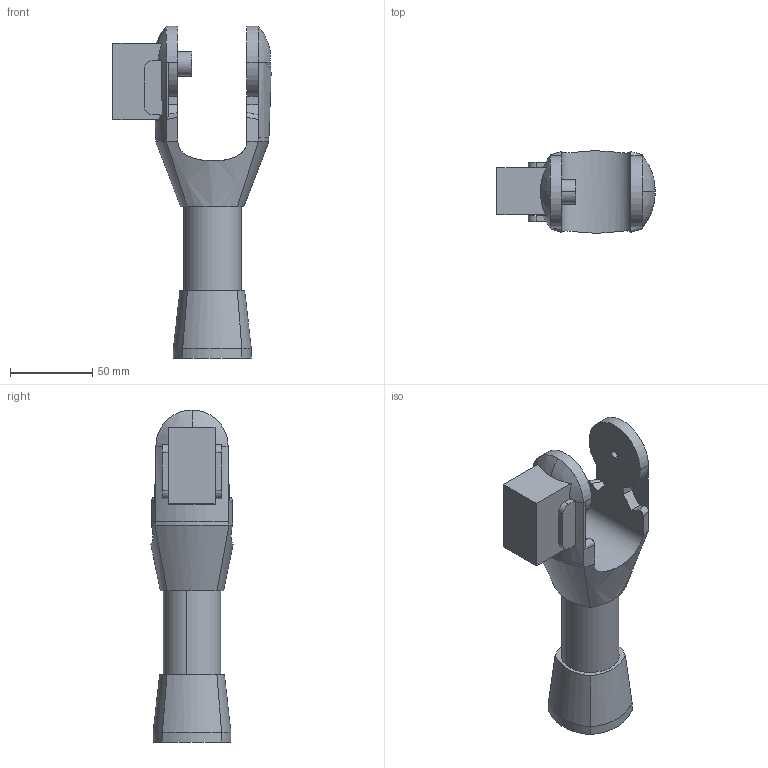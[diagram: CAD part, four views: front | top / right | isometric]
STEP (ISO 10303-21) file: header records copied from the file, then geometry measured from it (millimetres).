
FILE_DESCRIPTION (( 'STEP AP214' ), '1' );
FILE_NAME ('5-Forearm_NiryoOne_V2.0.STEP', '2018-09-08T15:19:09', ( '' ), ( '' ), 'SwSTEP 2.0', 'SolidWorks 2015', '' );
FILE_SCHEMA (( 'AUTOMOTIVE_DESIGN' ));
Length unit declared in the file: millimetre
Products named in the file (1): 5-Forearm_NiryoOne_V2.0
Bounding box: 96.3 x 50 x 202 mm (x, y, z)
Surface area: 59890.3 mm2 (no closed solid volume)
Topology: 0 solids, 5 shells, 100 faces, 288 edges, 183 vertices
Faces by surface type: plane 40, cylinder 28, bspline 28, sphere 4
Entity records: 6153 total; most frequent: CARTESIAN_POINT 2616, ORIENTED_EDGE 532, DIRECTION 431, EDGE_CURVE 288, VERTEX_POINT 183, AXIS2_PLACEMENT_3D 150, VECTOR 131, LINE 131
